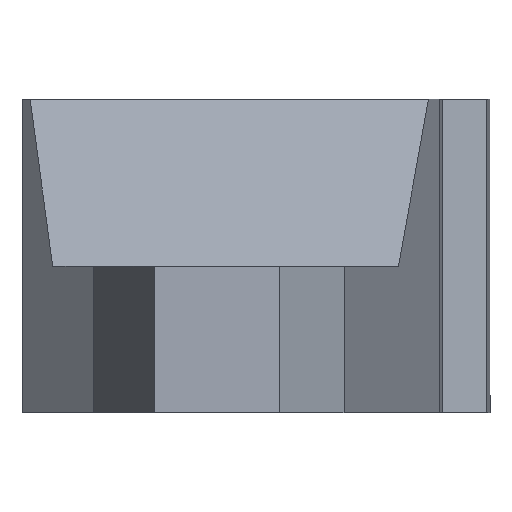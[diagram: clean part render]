
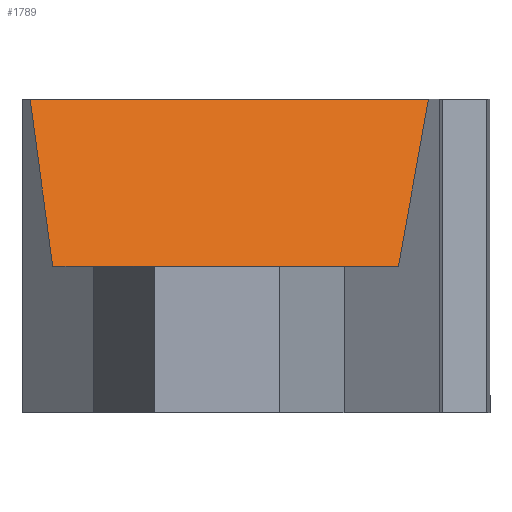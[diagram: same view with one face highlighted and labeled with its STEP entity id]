
A CAD part, left-side view. The second image highlights one B-rep face of the part: STEP entity #1789.
In plain terms, the highlighted planar face has unit normal (-0.588, 0.009, 0.809).
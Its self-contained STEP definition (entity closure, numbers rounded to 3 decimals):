
#307 = FACE_OUTER_BOUND ( 'NONE', #3320, .T. ) ;
#816 = PLANE ( 'NONE',  #3936 ) ;
#1227 = LINE ( 'NONE', #3435, #4184 ) ;
#1259 = DIRECTION ( 'NONE',  ( -0.807, -0.079, -0.586 ) ) ;
#1283 = LINE ( 'NONE', #6263, #1469 ) ;
#1362 = ORIENTED_EDGE ( 'NONE', *, *, #4277, .T. ) ;
#1407 = EDGE_CURVE ( 'NONE', #3773, #3263, #5590, .T. ) ;
#1469 = VECTOR ( 'NONE', #2943, 1000. ) ;
#1521 = DIRECTION ( 'NONE',  ( 0.588, -0.01, -0.809 ) ) ;
#1789 = ADVANCED_FACE ( 'NONE', ( #307 ), #816, .F. ) ;
#2028 = DIRECTION ( 'NONE',  ( -0.809, 0.013, -0.588 ) ) ;
#2159 = CARTESIAN_POINT ( 'NONE',  ( -149.135, -7.128, 7.5 ) ) ;
#2366 = VECTOR ( 'NONE', #5035, 1000. ) ;
#2758 = VERTEX_POINT ( 'NONE', #6319 ) ;
#2819 = CARTESIAN_POINT ( 'NONE',  ( -148.892, 7.891, 7.5 ) ) ;
#2943 = DIRECTION ( 'NONE',  ( -0.016, -1., 0. ) ) ;
#3009 = VECTOR ( 'NONE', #6845, 1000. ) ;
#3146 = EDGE_CURVE ( 'NONE', #2758, #5977, #1227, .T. ) ;
#3263 = VERTEX_POINT ( 'NONE', #3646 ) ;
#3320 = EDGE_LOOP ( 'NONE', ( #1362, #3813, #6076, #4138 ) ) ;
#3435 = CARTESIAN_POINT ( 'NONE',  ( -148.826, 11.955, 7.5 ) ) ;
#3646 = CARTESIAN_POINT ( 'NONE',  ( -160.113, -5.693, -0.5 ) ) ;
#3682 = CARTESIAN_POINT ( 'NONE',  ( -179.202, 232.933, -17.192 ) ) ;
#3773 = VERTEX_POINT ( 'NONE', #2159 ) ;
#3813 = ORIENTED_EDGE ( 'NONE', *, *, #3146, .T. ) ;
#3936 = AXIS2_PLACEMENT_3D ( 'NONE', #3682, #1521, #2028 ) ;
#4138 = ORIENTED_EDGE ( 'NONE', *, *, #1407, .F. ) ;
#4184 = VECTOR ( 'NONE', #1259, 1000. ) ;
#4277 = EDGE_CURVE ( 'NONE', #3773, #2758, #5079, .T. ) ;
#5035 = DIRECTION ( 'NONE',  ( 0.016, 1., 0. ) ) ;
#5079 = LINE ( 'NONE', #2819, #2366 ) ;
#5590 = LINE ( 'NONE', #6195, #3009 ) ;
#5638 = CARTESIAN_POINT ( 'NONE',  ( -159.845, 10.876, -0.5 ) ) ;
#5977 = VERTEX_POINT ( 'NONE', #5638 ) ;
#6076 = ORIENTED_EDGE ( 'NONE', *, *, #6385, .T. ) ;
#6195 = CARTESIAN_POINT ( 'NONE',  ( -149.135, -7.128, 7.5 ) ) ;
#6263 = CARTESIAN_POINT ( 'NONE',  ( -159.845, 10.876, -0.5 ) ) ;
#6319 = CARTESIAN_POINT ( 'NONE',  ( -148.826, 11.955, 7.5 ) ) ;
#6385 = EDGE_CURVE ( 'NONE', #5977, #3263, #1283, .T. ) ;
#6845 = DIRECTION ( 'NONE',  ( -0.804, 0.105, -0.586 ) ) ;
